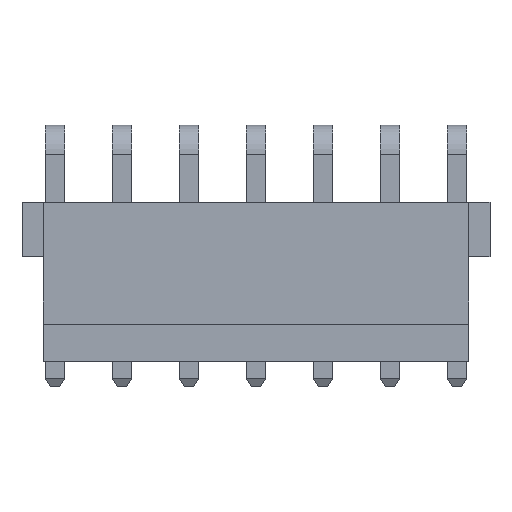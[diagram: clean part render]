
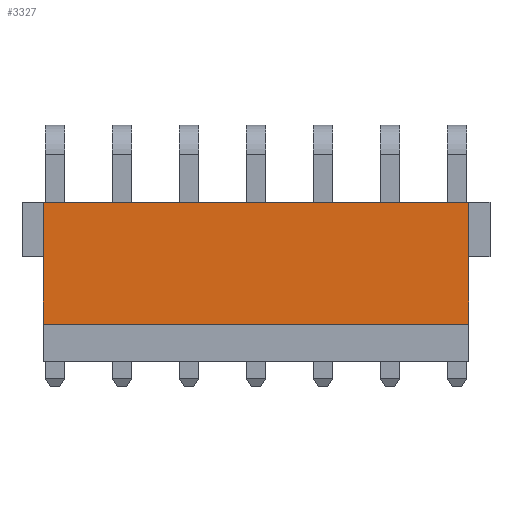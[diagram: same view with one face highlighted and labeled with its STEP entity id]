
A CAD part, top view. The second image highlights one B-rep face of the part: STEP entity #3327.
In plain terms, the highlighted planar face has unit normal (0, 0, 1).
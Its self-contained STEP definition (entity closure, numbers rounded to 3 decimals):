
#2701=CARTESIAN_POINT('',(-12.58,-11.2,8.0));
#2702=VERTEX_POINT('',#2701);
#2709=CARTESIAN_POINT('',(-12.58,-4.0,8.0));
#2710=VERTEX_POINT('',#2709);
#2711=CARTESIAN_POINT('',(-12.58,-7.6,8.0));
#2712=DIRECTION('',(0.,-1.0,-0.0));
#2713=VECTOR('',#2712,1.0);
#2714=LINE('',#2711,#2713);
#2715=EDGE_CURVE('n� 511',#2710,#2702,#2714,.T.);
#2731=CARTESIAN_POINT('',(12.58,-11.2,8.0));
#2732=VERTEX_POINT('',#2731);
#2739=CARTESIAN_POINT('',(0.0,-11.2,8.0));
#2740=DIRECTION('',(1.0,0.0,-0.0));
#2741=VECTOR('',#2740,1.0);
#2742=LINE('',#2739,#2741);
#2743=EDGE_CURVE('n� 510',#2702,#2732,#2742,.T.);
#2755=CARTESIAN_POINT('',(12.58,-4.0,8.0));
#2756=VERTEX_POINT('',#2755);
#2757=CARTESIAN_POINT('',(12.58,-7.6,8.0));
#2758=DIRECTION('',(0.,1.0,0.0));
#2759=VECTOR('',#2758,1.0);
#2760=LINE('',#2757,#2759);
#2761=EDGE_CURVE('n� 509',#2732,#2756,#2760,.T.);
#3311=ORIENTED_EDGE('',*,*,#2761,.T.);
#3312=CARTESIAN_POINT('',(0.0,-4.0,8.0));
#3313=DIRECTION('',(1.0,0.0,0.0));
#3314=VECTOR('',#3313,1.0);
#3315=LINE('',#3312,#3314);
#3316=EDGE_CURVE('n� 22',#2710,#2756,#3315,.T.);
#3317=ORIENTED_EDGE('',*,*,#3316,.F.);
#3318=ORIENTED_EDGE('',*,*,#2715,.T.);
#3319=ORIENTED_EDGE('',*,*,#2743,.T.);
#3320=EDGE_LOOP('',(#3311,#3317,#3318,#3319));
#3321=FACE_OUTER_BOUND('',#3320,.T.);
#3322=CARTESIAN_POINT('',(-12.58,-4.0,8.0));
#3323=DIRECTION('',(0.0,-0.0,1.0));
#3324=DIRECTION('',(0.0,-1.0,-0.0));
#3325=AXIS2_PLACEMENT_3D('',#3322,#3323,#3324);
#3326=PLANE('',#3325);
#3327=ADVANCED_FACE('n� 505',(#3321),#3326,.T.);
